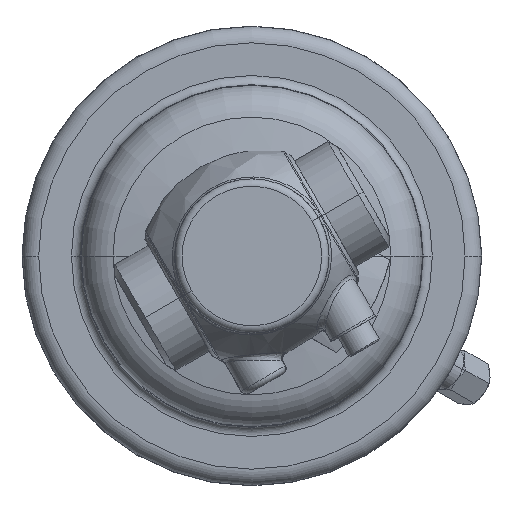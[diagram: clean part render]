
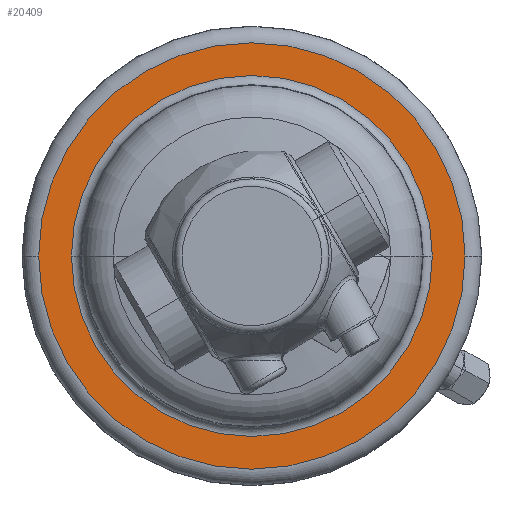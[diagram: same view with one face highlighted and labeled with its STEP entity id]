
A CAD part, left-side view. The second image highlights one B-rep face of the part: STEP entity #20409.
In plain terms, the highlighted planar face has unit normal (-1, 0, 0).
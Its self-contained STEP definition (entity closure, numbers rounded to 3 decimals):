
#15592=CARTESIAN_POINT('',(23.5,0.,0.));
#15593=DIRECTION('',(1.,0.,0.));
#15594=DIRECTION('',(0.,1.,0.));
#15595=AXIS2_PLACEMENT_3D('',#15592,#15593,#15594);
#15597=CARTESIAN_POINT('',(23.5,0.,0.));
#15598=DIRECTION('',(-1.,0.,0.));
#15599=DIRECTION('',(0.,1.,0.));
#15600=AXIS2_PLACEMENT_3D('',#15597,#15598,#15599);
#15612=CARTESIAN_POINT('',(23.5,0.,0.));
#15613=DIRECTION('',(-1.,0.,0.));
#15614=DIRECTION('',(0.,1.,0.));
#15615=AXIS2_PLACEMENT_3D('',#15612,#15613,#15614);
#15617=CARTESIAN_POINT('',(23.5,0.,0.));
#15618=DIRECTION('',(1.,0.,0.));
#15619=DIRECTION('',(0.,1.,0.));
#15620=AXIS2_PLACEMENT_3D('',#15617,#15618,#15619);
#18873=CARTESIAN_POINT('',(23.5,58.05,0.));
#18875=VERTEX_POINT('',#18873);
#18876=CARTESIAN_POINT('',(23.5,49.137,0.));
#18878=VERTEX_POINT('',#18876);
#18905=CARTESIAN_POINT('',(23.5,-58.05,0.));
#18907=VERTEX_POINT('',#18905);
#18908=CARTESIAN_POINT('',(23.5,-49.137,0.));
#18910=VERTEX_POINT('',#18908);
#20394=CARTESIAN_POINT('',(23.5,0.,0.));
#20395=DIRECTION('',(1.,0.,0.));
#20396=DIRECTION('',(0.,-1.,0.));
#20397=AXIS2_PLACEMENT_3D('',#20394,#20395,#20396);
#20398=PLANE('',#20397);
#20399=ORIENTED_EDGE('',*,*,#20376,.T.);
#20400=ORIENTED_EDGE('',*,*,#20387,.F.);
#20401=EDGE_LOOP('',(#20399,#20400));
#20402=FACE_OUTER_BOUND('',#20401,.F.);
#20404=ORIENTED_EDGE('',*,*,#20403,.T.);
#20406=ORIENTED_EDGE('',*,*,#20405,.F.);
#20407=EDGE_LOOP('',(#20404,#20406));
#20408=FACE_BOUND('',#20407,.F.);
#15596=CIRCLE('',#15595,58.05);
#15601=CIRCLE('',#15600,58.05);
#15616=CIRCLE('',#15615,49.137);
#15621=CIRCLE('',#15620,49.137);
#20376=EDGE_CURVE('',#18875,#18907,#15596,.T.);
#20387=EDGE_CURVE('',#18875,#18907,#15601,.T.);
#20403=EDGE_CURVE('',#18878,#18910,#15616,.T.);
#20405=EDGE_CURVE('',#18878,#18910,#15621,.T.);
#20409=ADVANCED_FACE('',(#20402,#20408),#20398,.F.);
